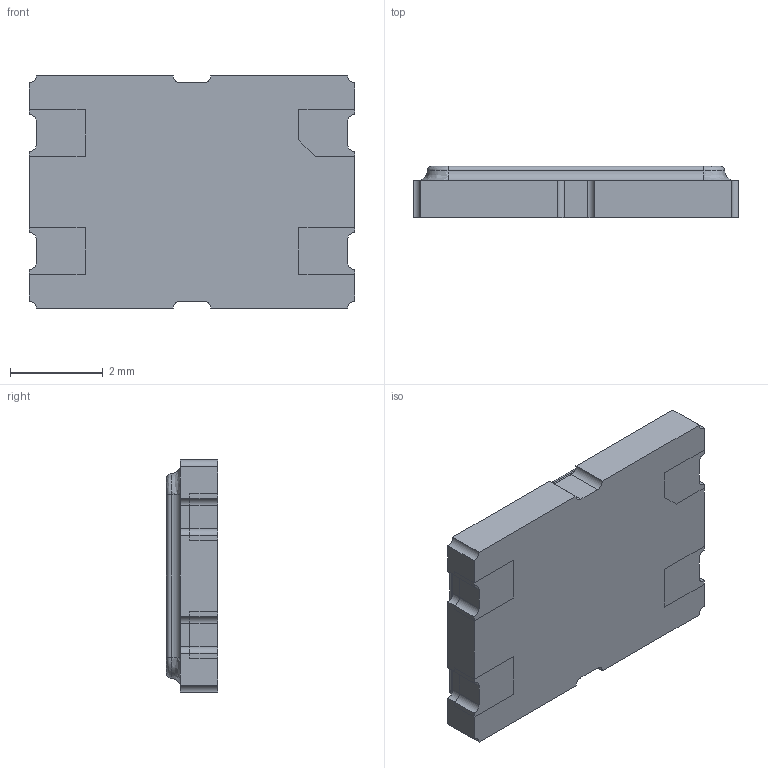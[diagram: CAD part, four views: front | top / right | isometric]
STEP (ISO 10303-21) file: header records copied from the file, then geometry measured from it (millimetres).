
FILE_DESCRIPTION (( 'STEP AP214' ), '1' );
FILE_NAME ('C7S-10.000-12-1520-R.STEP', '2025-01-20T17:58:55', ( '' ), ( '' ), 'SwSTEP 2.0', 'SolidWorks 2021', '' );
FILE_SCHEMA (( 'AUTOMOTIVE_DESIGN' ));
Length unit declared in the file: millimetre
Products named in the file (1): C7S-10.000-12-1520-R
Bounding box: 7 x 1.1 x 5 mm (x, y, z)
Volume: 35.9 mm3; surface area: 235.3 mm2
Topology: 8 solids, 8 shells, 119 faces, 306 edges, 204 vertices
Faces by surface type: plane 75, cylinder 36, bspline 8
Entity records: 3819 total; most frequent: CARTESIAN_POINT 771, ORIENTED_EDGE 612, DIRECTION 610, EDGE_CURVE 306, VECTOR 218, LINE 218, VERTEX_POINT 204, AXIS2_PLACEMENT_3D 196
